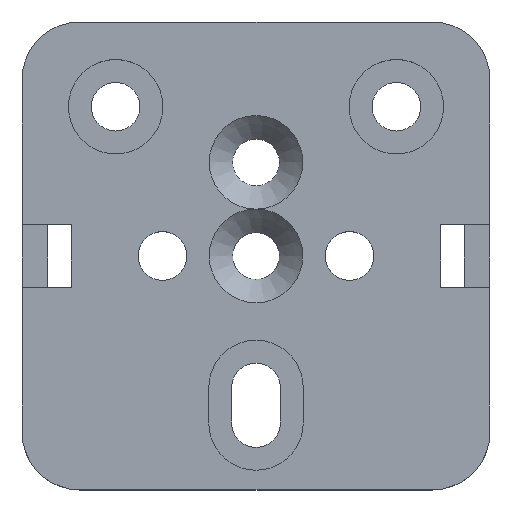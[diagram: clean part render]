
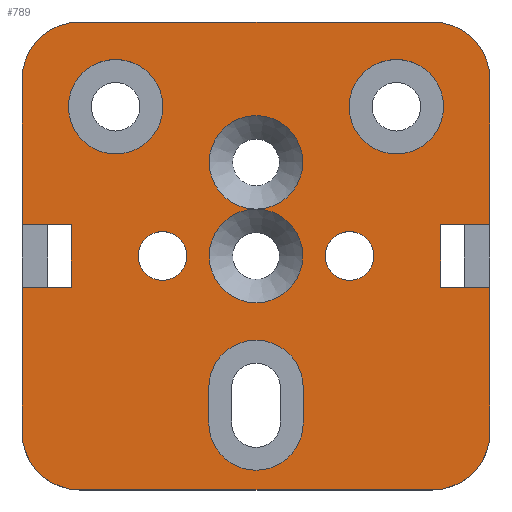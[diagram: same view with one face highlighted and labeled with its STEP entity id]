
A CAD part, top view. The second image highlights one B-rep face of the part: STEP entity #789.
In plain terms, the highlighted planar face has unit normal (0, 0, 1).
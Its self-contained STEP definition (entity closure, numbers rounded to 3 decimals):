
#15=FACE_BOUND('',#120,.T.);
#16=FACE_BOUND('',#121,.T.);
#17=FACE_BOUND('',#122,.T.);
#18=FACE_BOUND('',#123,.T.);
#19=FACE_BOUND('',#124,.T.);
#20=FACE_BOUND('',#125,.T.);
#34=PLANE('',#854);
#78=FACE_OUTER_BOUND('',#119,.T.);
#119=EDGE_LOOP('',(#583,#584,#585,#586,#587,#588,#589,#590,#591,#592,#593,
#594,#595,#596,#597,#598));
#120=EDGE_LOOP('',(#599,#600,#601,#602));
#121=EDGE_LOOP('',(#603));
#122=EDGE_LOOP('',(#604));
#123=EDGE_LOOP('',(#605));
#124=EDGE_LOOP('',(#606,#607,#608,#609));
#125=EDGE_LOOP('',(#610));
#178=LINE('',#1184,#256);
#182=LINE('',#1192,#260);
#185=LINE('',#1198,#263);
#186=LINE('',#1202,#264);
#187=LINE('',#1204,#265);
#188=LINE('',#1206,#266);
#189=LINE('',#1208,#267);
#190=LINE('',#1210,#268);
#191=LINE('',#1214,#269);
#192=LINE('',#1217,#270);
#193=LINE('',#1219,#271);
#194=LINE('',#1220,#272);
#195=LINE('',#1229,#273);
#196=LINE('',#1233,#274);
#256=VECTOR('',#955,10.);
#260=VECTOR('',#959,10.);
#263=VECTOR('',#964,10.);
#264=VECTOR('',#967,10.);
#265=VECTOR('',#968,10.);
#266=VECTOR('',#969,10.);
#267=VECTOR('',#970,10.);
#268=VECTOR('',#971,10.);
#269=VECTOR('',#974,10.);
#270=VECTOR('',#977,10.);
#271=VECTOR('',#978,10.);
#272=VECTOR('',#979,10.);
#273=VECTOR('',#986,10.);
#274=VECTOR('',#989,10.);
#328=CIRCLE('',#839,5.);
#329=CIRCLE('',#840,5.);
#332=CIRCLE('',#845,5.);
#333=CIRCLE('',#846,5.);
#336=CIRCLE('',#851,6.17);
#338=CIRCLE('',#855,6.17);
#339=CIRCLE('',#856,6.17);
#340=CIRCLE('',#857,6.17);
#341=CIRCLE('',#858,2.6);
#342=CIRCLE('',#859,2.6);
#343=CIRCLE('',#860,5.05);
#344=CIRCLE('',#861,5.05);
#345=CIRCLE('',#862,5.05);
#346=CIRCLE('',#863,5.05);
#364=VERTEX_POINT('',#1151);
#365=VERTEX_POINT('',#1152);
#368=VERTEX_POINT('',#1163);
#371=VERTEX_POINT('',#1174);
#372=VERTEX_POINT('',#1175);
#375=VERTEX_POINT('',#1183);
#378=VERTEX_POINT('',#1189);
#379=VERTEX_POINT('',#1191);
#381=VERTEX_POINT('',#1197);
#382=VERTEX_POINT('',#1199);
#383=VERTEX_POINT('',#1201);
#384=VERTEX_POINT('',#1203);
#385=VERTEX_POINT('',#1205);
#386=VERTEX_POINT('',#1207);
#387=VERTEX_POINT('',#1209);
#388=VERTEX_POINT('',#1211);
#389=VERTEX_POINT('',#1213);
#390=VERTEX_POINT('',#1216);
#391=VERTEX_POINT('',#1218);
#392=VERTEX_POINT('',#1221);
#393=VERTEX_POINT('',#1223);
#394=VERTEX_POINT('',#1225);
#395=VERTEX_POINT('',#1227);
#396=VERTEX_POINT('',#1228);
#397=VERTEX_POINT('',#1230);
#398=VERTEX_POINT('',#1232);
#399=VERTEX_POINT('',#1235);
#439=EDGE_CURVE('',#364,#365,#328,.T.);
#440=EDGE_CURVE('',#365,#364,#329,.T.);
#445=EDGE_CURVE('',#364,#368,#332,.T.);
#446=EDGE_CURVE('',#368,#364,#333,.T.);
#451=EDGE_CURVE('',#371,#372,#336,.T.);
#455=EDGE_CURVE('',#375,#372,#178,.T.);
#459=EDGE_CURVE('',#379,#378,#182,.T.);
#462=EDGE_CURVE('',#371,#381,#185,.T.);
#463=EDGE_CURVE('',#382,#381,#338,.T.);
#464=EDGE_CURVE('',#382,#383,#186,.T.);
#465=EDGE_CURVE('',#383,#384,#187,.T.);
#466=EDGE_CURVE('',#384,#385,#188,.T.);
#467=EDGE_CURVE('',#385,#386,#189,.T.);
#468=EDGE_CURVE('',#386,#387,#190,.T.);
#469=EDGE_CURVE('',#388,#387,#339,.T.);
#470=EDGE_CURVE('',#388,#389,#191,.T.);
#471=EDGE_CURVE('',#379,#389,#340,.T.);
#472=EDGE_CURVE('',#378,#390,#192,.T.);
#473=EDGE_CURVE('',#390,#391,#193,.T.);
#474=EDGE_CURVE('',#391,#375,#194,.T.);
#475=EDGE_CURVE('',#392,#392,#341,.T.);
#476=EDGE_CURVE('',#393,#393,#342,.T.);
#477=EDGE_CURVE('',#394,#394,#343,.T.);
#478=EDGE_CURVE('',#395,#396,#195,.T.);
#479=EDGE_CURVE('',#397,#396,#344,.T.);
#480=EDGE_CURVE('',#397,#398,#196,.T.);
#481=EDGE_CURVE('',#395,#398,#345,.T.);
#482=EDGE_CURVE('',#399,#399,#346,.T.);
#583=ORIENTED_EDGE('',*,*,#451,.F.);
#584=ORIENTED_EDGE('',*,*,#462,.T.);
#585=ORIENTED_EDGE('',*,*,#463,.F.);
#586=ORIENTED_EDGE('',*,*,#464,.T.);
#587=ORIENTED_EDGE('',*,*,#465,.T.);
#588=ORIENTED_EDGE('',*,*,#466,.T.);
#589=ORIENTED_EDGE('',*,*,#467,.T.);
#590=ORIENTED_EDGE('',*,*,#468,.T.);
#591=ORIENTED_EDGE('',*,*,#469,.F.);
#592=ORIENTED_EDGE('',*,*,#470,.T.);
#593=ORIENTED_EDGE('',*,*,#471,.F.);
#594=ORIENTED_EDGE('',*,*,#459,.T.);
#595=ORIENTED_EDGE('',*,*,#472,.T.);
#596=ORIENTED_EDGE('',*,*,#473,.T.);
#597=ORIENTED_EDGE('',*,*,#474,.T.);
#598=ORIENTED_EDGE('',*,*,#455,.T.);
#599=ORIENTED_EDGE('',*,*,#439,.T.);
#600=ORIENTED_EDGE('',*,*,#440,.T.);
#601=ORIENTED_EDGE('',*,*,#445,.T.);
#602=ORIENTED_EDGE('',*,*,#446,.T.);
#603=ORIENTED_EDGE('',*,*,#475,.T.);
#604=ORIENTED_EDGE('',*,*,#476,.T.);
#605=ORIENTED_EDGE('',*,*,#477,.T.);
#606=ORIENTED_EDGE('',*,*,#478,.T.);
#607=ORIENTED_EDGE('',*,*,#479,.F.);
#608=ORIENTED_EDGE('',*,*,#480,.T.);
#609=ORIENTED_EDGE('',*,*,#481,.F.);
#610=ORIENTED_EDGE('',*,*,#482,.T.);
#789=ADVANCED_FACE('',(#78,#15,#16,#17,#18,#19,#20),#34,.T.);
#839=AXIS2_PLACEMENT_3D('',#1153,#919,#920);
#840=AXIS2_PLACEMENT_3D('',#1154,#921,#922);
#845=AXIS2_PLACEMENT_3D('',#1164,#933,#934);
#846=AXIS2_PLACEMENT_3D('',#1165,#935,#936);
#851=AXIS2_PLACEMENT_3D('',#1176,#947,#948);
#854=AXIS2_PLACEMENT_3D('',#1196,#962,#963);
#855=AXIS2_PLACEMENT_3D('',#1200,#965,#966);
#856=AXIS2_PLACEMENT_3D('',#1212,#972,#973);
#857=AXIS2_PLACEMENT_3D('',#1215,#975,#976);
#858=AXIS2_PLACEMENT_3D('',#1222,#980,#981);
#859=AXIS2_PLACEMENT_3D('',#1224,#982,#983);
#860=AXIS2_PLACEMENT_3D('',#1226,#984,#985);
#861=AXIS2_PLACEMENT_3D('',#1231,#987,#988);
#862=AXIS2_PLACEMENT_3D('',#1234,#990,#991);
#863=AXIS2_PLACEMENT_3D('',#1236,#992,#993);
#919=DIRECTION('center_axis',(0.,0.,-1.));
#920=DIRECTION('ref_axis',(1.,0.,0.));
#921=DIRECTION('center_axis',(0.,0.,-1.));
#922=DIRECTION('ref_axis',(1.,0.,0.));
#933=DIRECTION('center_axis',(0.,0.,-1.));
#934=DIRECTION('ref_axis',(1.,0.,0.));
#935=DIRECTION('center_axis',(0.,0.,-1.));
#936=DIRECTION('ref_axis',(1.,0.,0.));
#947=DIRECTION('center_axis',(0.,0.,-1.));
#948=DIRECTION('ref_axis',(0.707,0.707,0.));
#955=DIRECTION('',(0.,1.,0.));
#959=DIRECTION('',(0.,1.,0.));
#962=DIRECTION('center_axis',(0.,0.,1.));
#963=DIRECTION('ref_axis',(1.,0.,0.));
#964=DIRECTION('',(-1.,0.,0.));
#965=DIRECTION('center_axis',(0.,0.,-1.));
#966=DIRECTION('ref_axis',(-0.707,0.707,0.));
#967=DIRECTION('',(0.,-1.,0.));
#968=DIRECTION('',(1.,0.,0.));
#969=DIRECTION('',(0.,-1.,0.));
#970=DIRECTION('',(-1.,0.,0.));
#971=DIRECTION('',(0.,-1.,0.));
#972=DIRECTION('center_axis',(0.,0.,-1.));
#973=DIRECTION('ref_axis',(-0.707,-0.707,0.));
#974=DIRECTION('',(1.,0.,0.));
#975=DIRECTION('center_axis',(0.,0.,-1.));
#976=DIRECTION('ref_axis',(0.707,-0.707,0.));
#977=DIRECTION('',(-1.,0.,0.));
#978=DIRECTION('',(0.,1.,0.));
#979=DIRECTION('',(1.,0.,0.));
#980=DIRECTION('center_axis',(0.,0.,-1.));
#981=DIRECTION('ref_axis',(1.,0.,0.));
#982=DIRECTION('center_axis',(0.,0.,-1.));
#983=DIRECTION('ref_axis',(1.,0.,0.));
#984=DIRECTION('center_axis',(0.,0.,-1.));
#985=DIRECTION('ref_axis',(-1.,0.,0.));
#986=DIRECTION('',(0.,1.,0.));
#987=DIRECTION('center_axis',(0.,0.,1.));
#988=DIRECTION('ref_axis',(0.707,0.707,0.));
#989=DIRECTION('',(0.,-1.,0.));
#990=DIRECTION('center_axis',(0.,0.,1.));
#991=DIRECTION('ref_axis',(-0.707,-0.707,0.));
#992=DIRECTION('center_axis',(0.,0.,-1.));
#993=DIRECTION('ref_axis',(-1.,0.,0.));
#1151=CARTESIAN_POINT('',(0.,5.,6.25));
#1152=CARTESIAN_POINT('',(-5.,10.,6.25));
#1153=CARTESIAN_POINT('Origin',(0.,10.,6.25));
#1154=CARTESIAN_POINT('Origin',(0.,10.,6.25));
#1163=CARTESIAN_POINT('',(-5.,0.,6.25));
#1164=CARTESIAN_POINT('Origin',(0.,0.,6.25));
#1165=CARTESIAN_POINT('Origin',(0.,0.,6.25));
#1174=CARTESIAN_POINT('',(18.83,25.,6.25));
#1175=CARTESIAN_POINT('',(25.,18.83,6.25));
#1176=CARTESIAN_POINT('Origin',(18.83,18.83,6.25));
#1183=CARTESIAN_POINT('',(25.,3.35,6.25));
#1184=CARTESIAN_POINT('',(25.,25.,6.25));
#1189=CARTESIAN_POINT('',(25.,-3.35,6.25));
#1191=CARTESIAN_POINT('',(25.,-18.83,6.25));
#1192=CARTESIAN_POINT('',(25.,25.,6.25));
#1196=CARTESIAN_POINT('Origin',(0.,0.,6.25));
#1197=CARTESIAN_POINT('',(-18.83,25.,6.25));
#1198=CARTESIAN_POINT('',(-25.,25.,6.25));
#1199=CARTESIAN_POINT('',(-25.,18.83,6.25));
#1200=CARTESIAN_POINT('Origin',(-18.83,18.83,6.25));
#1201=CARTESIAN_POINT('',(-25.,3.35,6.25));
#1202=CARTESIAN_POINT('',(-25.,-25.,6.25));
#1203=CARTESIAN_POINT('',(-19.75,3.35,6.25));
#1204=CARTESIAN_POINT('',(-12.5,3.35,6.25));
#1205=CARTESIAN_POINT('',(-19.75,-3.35,6.25));
#1206=CARTESIAN_POINT('',(-19.75,3.35,6.25));
#1207=CARTESIAN_POINT('',(-25.,-3.35,6.25));
#1208=CARTESIAN_POINT('',(-19.75,-3.35,6.25));
#1209=CARTESIAN_POINT('',(-25.,-18.83,6.25));
#1210=CARTESIAN_POINT('',(-25.,-25.,6.25));
#1211=CARTESIAN_POINT('',(-18.83,-25.,6.25));
#1212=CARTESIAN_POINT('Origin',(-18.83,-18.83,6.25));
#1213=CARTESIAN_POINT('',(18.83,-25.,6.25));
#1214=CARTESIAN_POINT('',(25.,-25.,6.25));
#1215=CARTESIAN_POINT('Origin',(18.83,-18.83,6.25));
#1216=CARTESIAN_POINT('',(19.75,-3.35,6.25));
#1217=CARTESIAN_POINT('',(12.5,-3.35,6.25));
#1218=CARTESIAN_POINT('',(19.75,3.35,6.25));
#1219=CARTESIAN_POINT('',(19.75,-3.35,6.25));
#1220=CARTESIAN_POINT('',(19.75,3.35,6.25));
#1221=CARTESIAN_POINT('',(7.4,0.,6.25));
#1222=CARTESIAN_POINT('Origin',(10.,0.,6.25));
#1223=CARTESIAN_POINT('',(-12.6,0.,6.25));
#1224=CARTESIAN_POINT('Origin',(-10.,0.,6.25));
#1225=CARTESIAN_POINT('',(20.05,15.95,6.25));
#1226=CARTESIAN_POINT('Origin',(15.,15.95,6.25));
#1227=CARTESIAN_POINT('',(-5.05,-17.85,6.25));
#1228=CARTESIAN_POINT('',(-5.05,-14.05,6.25));
#1229=CARTESIAN_POINT('',(-5.05,-11.45,6.25));
#1230=CARTESIAN_POINT('',(5.05,-14.05,6.25));
#1231=CARTESIAN_POINT('Origin',(0.,-14.05,6.25));
#1232=CARTESIAN_POINT('',(5.05,-17.85,6.25));
#1233=CARTESIAN_POINT('',(5.05,-4.5,6.25));
#1234=CARTESIAN_POINT('Origin',(0.,-17.85,6.25));
#1235=CARTESIAN_POINT('',(-9.95,15.95,6.25));
#1236=CARTESIAN_POINT('Origin',(-15.,15.95,6.25));
